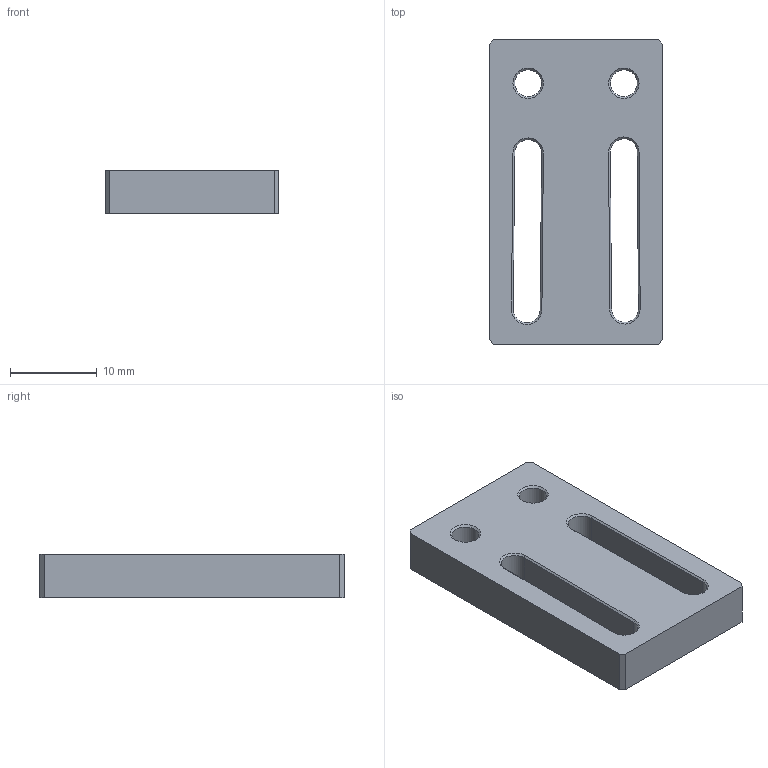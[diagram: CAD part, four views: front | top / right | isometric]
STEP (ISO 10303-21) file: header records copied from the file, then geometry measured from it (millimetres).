
FILE_DESCRIPTION(/* description */ (''),/* implementation_level */ '2;1');
FILE_NAME(/* name */ 'rod_guideway v1.step',/* time_stamp */ '2023-12-19T02:38:34-05:00',/* author */ (''),/* organization */ (''),/* preprocessor_version */ 'ST-DEVELOPER v20',/* originating_system */ 'Autodesk Translation Framework v12.14.0.127',/* authorisation */ '');
FILE_SCHEMA (('AUTOMOTIVE_DESIGN { 1 0 10303 214 3 1 1 }'));
Length unit declared in the file: millimetre
Products named in the file (1): rod_guideway
Bounding box: 20 x 35 x 5 mm (x, y, z)
Volume: 2784.4 mm3; surface area: 2188.7 mm2
Topology: 1 solids, 1 shells, 40 faces, 94 edges, 56 vertices
Faces by surface type: plane 22, cone 12, cylinder 6
Full cylindrical faces by diameter (mm): 3.1 x2
Entity records: 1190 total; most frequent: CARTESIAN_POINT 224, DIRECTION 193, ORIENTED_EDGE 188, EDGE_CURVE 94, AXIS2_PLACEMENT_3D 65, LINE 63, VECTOR 63, VERTEX_POINT 56
